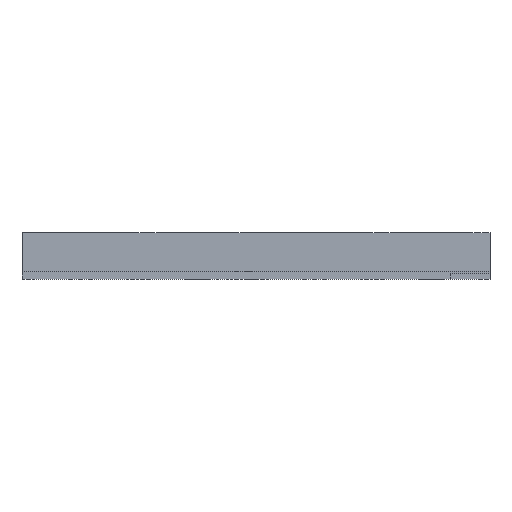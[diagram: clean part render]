
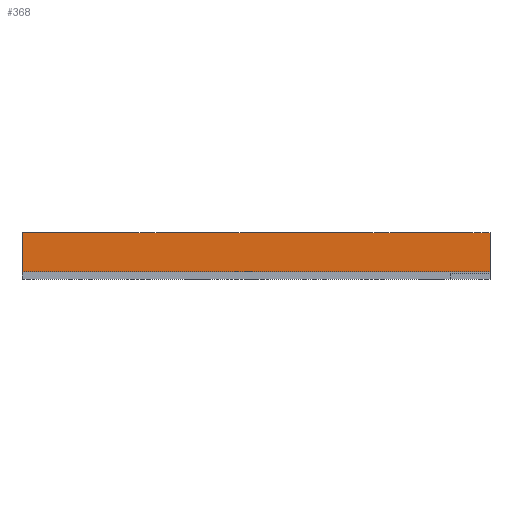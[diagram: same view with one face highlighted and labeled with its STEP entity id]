
A CAD part, left-side view. The second image highlights one B-rep face of the part: STEP entity #368.
In plain terms, the highlighted planar face has unit normal (-1, 0, 0).
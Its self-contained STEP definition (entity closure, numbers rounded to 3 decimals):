
#169 = VERTEX_POINT('',#170);
#170 = CARTESIAN_POINT('',(-5.,-120.,6.));
#176 = EDGE_CURVE('',#177,#169,#179,.T.);
#177 = VERTEX_POINT('',#178);
#178 = CARTESIAN_POINT('',(-5.,0.,6.));
#179 = LINE('',#180,#181);
#180 = CARTESIAN_POINT('',(-5.,0.,6.));
#181 = VECTOR('',#182,1.);
#182 = DIRECTION('',(0.,-1.,0.));
#351 = VERTEX_POINT('',#352);
#352 = CARTESIAN_POINT('',(-5.,0.,-4.));
#358 = EDGE_CURVE('',#177,#351,#359,.T.);
#359 = LINE('',#360,#361);
#360 = CARTESIAN_POINT('',(-5.,0.,6.));
#361 = VECTOR('',#362,1.);
#362 = DIRECTION('',(0.,0.,-1.));
#368 = ADVANCED_FACE('',(#369),#387,.F.);
#369 = FACE_BOUND('',#370,.F.);
#370 = EDGE_LOOP('',(#371,#372,#373,#381));
#371 = ORIENTED_EDGE('',*,*,#358,.F.);
#372 = ORIENTED_EDGE('',*,*,#176,.T.);
#373 = ORIENTED_EDGE('',*,*,#374,.T.);
#374 = EDGE_CURVE('',#169,#375,#377,.T.);
#375 = VERTEX_POINT('',#376);
#376 = CARTESIAN_POINT('',(-5.,-120.,-4.));
#377 = LINE('',#378,#379);
#378 = CARTESIAN_POINT('',(-5.,-120.,6.));
#379 = VECTOR('',#380,1.);
#380 = DIRECTION('',(0.,0.,-1.));
#381 = ORIENTED_EDGE('',*,*,#382,.T.);
#382 = EDGE_CURVE('',#375,#351,#383,.T.);
#383 = LINE('',#384,#385);
#384 = CARTESIAN_POINT('',(-5.,-120.,-4.));
#385 = VECTOR('',#386,1.);
#386 = DIRECTION('',(0.,1.,0.));
#387 = PLANE('',#388);
#388 = AXIS2_PLACEMENT_3D('',#389,#390,#391);
#389 = CARTESIAN_POINT('',(-5.,0.,6.));
#390 = DIRECTION('',(1.,0.,0.));
#391 = DIRECTION('',(0.,0.,-1.));
